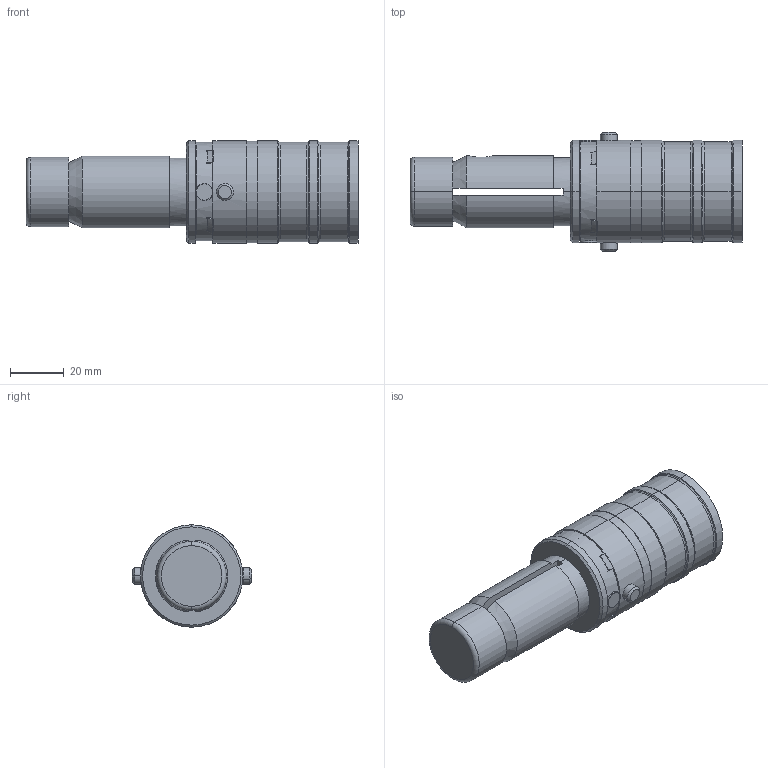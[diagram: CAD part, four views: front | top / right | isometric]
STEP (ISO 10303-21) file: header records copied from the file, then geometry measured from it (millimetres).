
FILE_DESCRIPTION (( 'STEP AP214' ), '1' );
FILE_NAME ('CATSTD-49M64-00C.STEP', '2022-03-02T14:55:25', ( '' ), ( '' ), 'SwSTEP 2.0', 'SolidWorks 2020', '' );
FILE_SCHEMA (( 'AUTOMOTIVE_DESIGN' ));
Length unit declared in the file: inch
Products named in the file (1): CATSTD-49M64-00C
Bounding box: 123.49 x 44.3 x 38.1 mm (x, y, z)
Surface area: 21898.1 mm2 (no closed solid volume)
Topology: 0 solids, 7 shells, 126 faces, 370 edges, 254 vertices
Faces by surface type: cylinder 43, plane 40, torus 22, cone 21
Entity records: 6181 total; most frequent: CARTESIAN_POINT 1167, DIRECTION 756, ORIENTED_EDGE 602, EDGE_CURVE 370, AXIS2_PLACEMENT_3D 293, VERTEX_POINT 254, LINE 170, VECTOR 170
